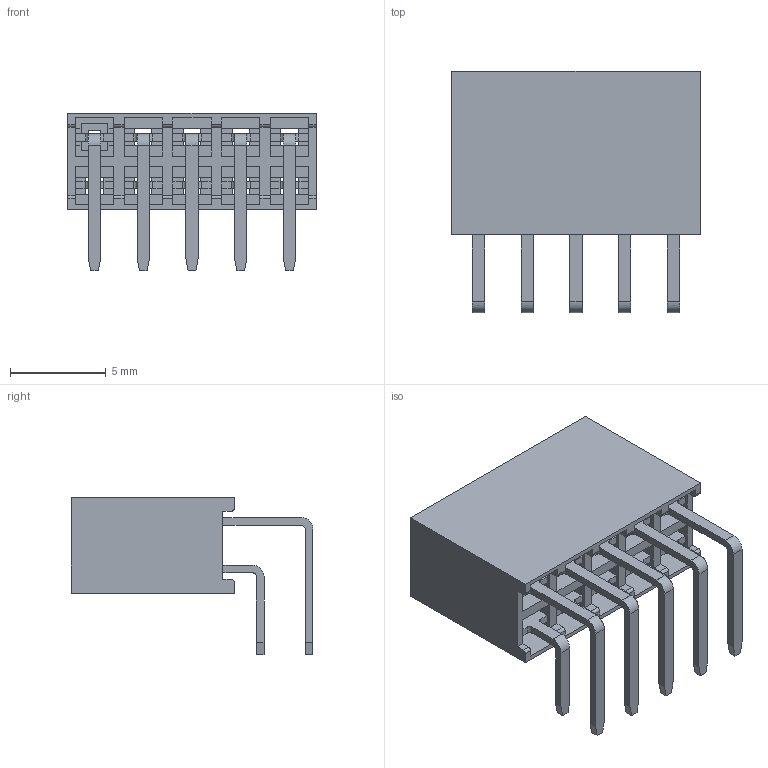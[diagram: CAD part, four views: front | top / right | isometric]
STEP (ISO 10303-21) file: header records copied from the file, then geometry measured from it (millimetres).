
FILE_DESCRIPTION(('STEP AP214'),'1');
FILE_NAME('female_header_a-bl254-da-g10d.stp','2022-05-31T13:50:17',('TraceParts'),('TraceParts S.A.'),'Spatial InterOp 3D',' ',' ');
FILE_SCHEMA(('AUTOMOTIVE_DESIGN { 1 0 10303 214 1 1 1 1 }'));
Length unit declared in the file: millimetre
Products named in the file (1): female_header_a-bl254-da-g10d
Bounding box: 12.95 x 12.6 x 8.2 mm (x, y, z)
Volume: 253.4 mm3; surface area: 1259.6 mm2
Topology: 1 solids, 1 shells, 381 faces, 1161 edges, 774 vertices
Faces by surface type: plane 314, cylinder 67
Entity records: 15993 total; most frequent: ORIENTED_EDGE 2322, CARTESIAN_POINT 2317, DIRECTION 2059, EDGE_CURVE 1161, LINE 1027, VECTOR 1027, VERTEX_POINT 774, AXIS2_PLACEMENT_3D 516
